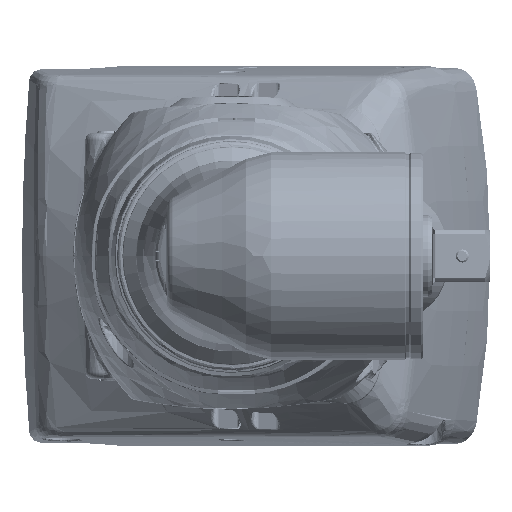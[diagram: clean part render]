
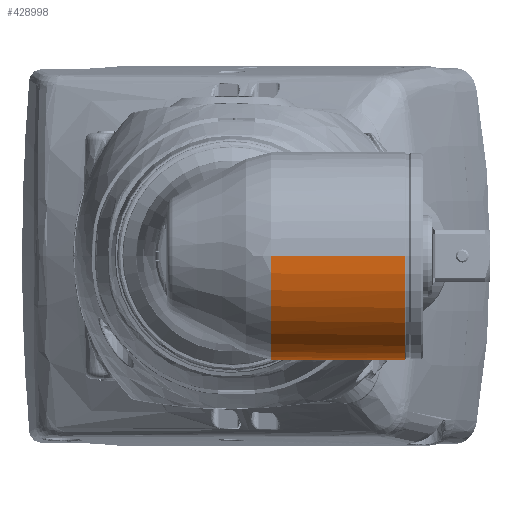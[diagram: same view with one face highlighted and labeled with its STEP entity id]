
A CAD part, left-side view. The second image highlights one B-rep face of the part: STEP entity #428998.
In plain terms, the highlighted cylindrical face has radius 19 mm (diameter 38 mm), a partial arc.
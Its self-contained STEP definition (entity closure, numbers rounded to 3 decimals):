
#427272=CARTESIAN_POINT('',(-129.252,-7.301,
-13.259));
#427297=CARTESIAN_POINT('',(-142.861,-31.7,0.));
#427298=DIRECTION('',(0.,1.,0.));
#427299=DIRECTION('',(1.,0.,0.));
#427300=AXIS2_PLACEMENT_3D('',#427297,#427298,#427299);
#427302=DIRECTION('',(0.,1.,0.));
#427303=VECTOR('',#427302,14.7);
#427304=CARTESIAN_POINT('',(-123.861,-31.7,
0.));
#427305=LINE('',#427304,#427303);
#427306=CARTESIAN_POINT('',(-129.252,-7.301,
-13.259));
#427307=CARTESIAN_POINT('',(-129.12,-7.631,
-13.123));
#427308=CARTESIAN_POINT('',(-128.845,-8.284,
-12.833));
#427309=CARTESIAN_POINT('',(-128.405,-9.24,
-12.336));
#427310=CARTESIAN_POINT('',(-127.948,-10.166,
-11.781));
#427311=CARTESIAN_POINT('',(-127.481,-11.059,
-11.166));
#427312=CARTESIAN_POINT('',(-127.02,-11.897,
-10.502));
#427313=CARTESIAN_POINT('',(-126.598,-12.638,
-9.835));
#427314=CARTESIAN_POINT('',(-126.16,-13.381,
-9.076));
#427315=CARTESIAN_POINT('',(-125.678,-14.176,
-8.135));
#427316=CARTESIAN_POINT('',(-125.186,-14.964,
-7.012));
#427317=CARTESIAN_POINT('',(-124.718,-15.696,
-5.704));
#427318=CARTESIAN_POINT('',(-124.331,-16.291,
-4.286));
#427319=CARTESIAN_POINT('',(-124.053,-16.711,
-2.83));
#427320=CARTESIAN_POINT('',(-123.893,-16.952,
-1.375));
#427321=CARTESIAN_POINT('',(-123.861,-17.,
-0.452));
#427322=CARTESIAN_POINT('',(-123.861,-17.,0.));
#427324=CARTESIAN_POINT('',(-142.861,-7.301,0.));
#427325=DIRECTION('',(0.,1.,0.));
#427326=DIRECTION('',(0.716,0.,-0.698));
#427327=AXIS2_PLACEMENT_3D('',#427324,#427325,#427326);
#427329=DIRECTION('',(0.,1.,0.));
#427330=VECTOR('',#427329,24.399);
#427331=CARTESIAN_POINT('',(-161.861,-31.7,
0.));
#427332=LINE('',#427331,#427330);
#427478=VERTEX_POINT('',#427272);
#427480=VERTEX_POINT('',#427322);
#427487=CARTESIAN_POINT('',(-161.861,-7.301,0.));
#427488=VERTEX_POINT('',#427487);
#427489=CARTESIAN_POINT('',(-161.861,-31.7,0.));
#427490=CARTESIAN_POINT('',(-123.861,-31.7,0.));
#427491=VERTEX_POINT('',#427489);
#427492=VERTEX_POINT('',#427490);
#428983=CARTESIAN_POINT('',(-142.861,16.295,0.));
#428984=DIRECTION('',(0.,-1.,0.));
#428985=DIRECTION('',(-1.,0.,0.));
#428986=AXIS2_PLACEMENT_3D('',#428983,#428984,#428985);
#428987=CYLINDRICAL_SURFACE('',#428986,19.);
#428989=ORIENTED_EDGE('',*,*,#428988,.F.);
#428991=ORIENTED_EDGE('',*,*,#428990,.T.);
#428992=ORIENTED_EDGE('',*,*,#428977,.F.);
#428993=ORIENTED_EDGE('',*,*,#428762,.T.);
#428995=ORIENTED_EDGE('',*,*,#428994,.F.);
#428996=EDGE_LOOP('',(#428989,#428991,#428992,#428993,#428995));
#428997=FACE_OUTER_BOUND('',#428996,.F.);
#428998=ADVANCED_FACE('',(#428997),#428987,.T.);
#427301=CIRCLE('',#427300,19.);
#427323=B_SPLINE_CURVE_WITH_KNOTS('',3,(#427306,#427307,#427308,#427309,#427310,
#427311,#427312,#427313,#427314,#427315,#427316,#427317,#427318,#427319,#427320,
#427321,#427322),.UNSPECIFIED.,.F.,.F.,(4,1,1,1,1,1,1,1,1,1,1,1,1,1,4),(0.,
0.071,0.143,0.214,0.286,
0.357,0.429,0.5,0.571,0.643,
0.714,0.786,0.857,0.929,1.),
.UNSPECIFIED.);
#427328=CIRCLE('',#427327,19.);
#428762=EDGE_CURVE('',#427478,#427488,#427328,.T.);
#428977=EDGE_CURVE('',#427478,#427480,#427323,.T.);
#428988=EDGE_CURVE('',#427492,#427491,#427301,.T.);
#428990=EDGE_CURVE('',#427492,#427480,#427305,.T.);
#428994=EDGE_CURVE('',#427491,#427488,#427332,.T.);
